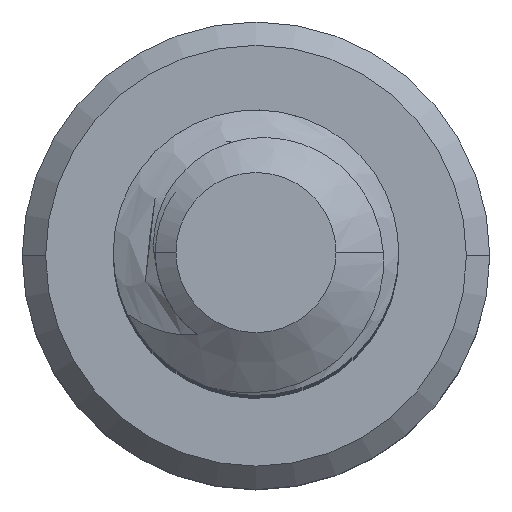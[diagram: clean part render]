
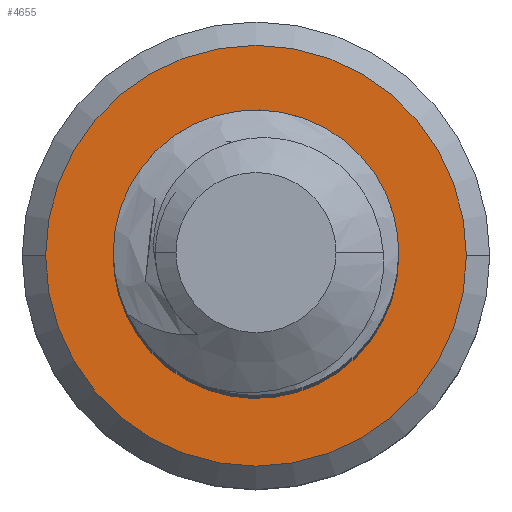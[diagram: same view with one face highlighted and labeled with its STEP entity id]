
A CAD part, top view. The second image highlights one B-rep face of the part: STEP entity #4655.
In plain terms, the highlighted planar face has unit normal (0, 0, 1).
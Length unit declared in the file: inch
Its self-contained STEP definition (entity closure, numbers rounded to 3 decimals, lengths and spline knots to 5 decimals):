
#13 = CARTESIAN_POINT ( 'NONE',  ( -0.06309, 0.01154, -0.875 ) ) ;
#20 = CARTESIAN_POINT ( 'NONE',  ( -0.06307, 0.00562, -0.875 ) ) ;
#45 = CARTESIAN_POINT ( 'NONE',  ( -0.06135, -0.00599, -0.875 ) ) ;
#60 = CARTESIAN_POINT ( 'NONE',  ( -0.05968, -0.0116, -0.875 ) ) ;
#102 = AXIS2_PLACEMENT_3D ( 'NONE', #3050, #2705, #6747 ) ;
#113 = CARTESIAN_POINT ( 'NONE',  ( -0.05226, -0.02769, -0.875 ) ) ;
#151 = CARTESIAN_POINT ( 'NONE',  ( -0.04432, -0.03688, -0.875 ) ) ;
#181 = VERTEX_POINT ( 'NONE', #6557 ) ;
#193 = CARTESIAN_POINT ( 'NONE',  ( 0.05592, 0.01675, -0.875 ) ) ;
#202 = CARTESIAN_POINT ( 'NONE',  ( 0.05477, 0.0225, -0.875 ) ) ;
#220 = CARTESIAN_POINT ( 'NONE',  ( 0.04868, 0.03892, -0.875 ) ) ;
#236 = CARTESIAN_POINT ( 'NONE',  ( -0.02368, -0.04845, -0.875 ) ) ;
#272 = VERTEX_POINT ( 'NONE', #5962 ) ;
#526 = CARTESIAN_POINT ( 'NONE',  ( 0., -0.0487, -0.875 ) ) ;
#531 = CARTESIAN_POINT ( 'NONE',  ( -0.01169, -0.05058, -0.875 ) ) ;
#1065 = CARTESIAN_POINT ( 'NONE',  ( 0.03412, -0.03475, -0.875 ) ) ;
#1188 = ORIENTED_EDGE ( 'NONE', *, *, #5340, .T. ) ;
#1522 = DIRECTION ( 'NONE',  ( -1., 0., 0. ) ) ;
#1531 = DIRECTION ( 'NONE',  ( 0., 0., 1. ) ) ;
#1573 = CARTESIAN_POINT ( 'NONE',  ( 0., 0., -0.875 ) ) ;
#1766 = CARTESIAN_POINT ( 'NONE',  ( -0.05507, 0.03952, -0.875 ) ) ;
#2344 = CARTESIAN_POINT ( 'NONE',  ( -0.1017, 0., -0.875 ) ) ;
#2659 = AXIS2_PLACEMENT_3D ( 'NONE', #5151, #6007, #5954 ) ;
#2705 = DIRECTION ( 'NONE',  ( 0., 0., -1. ) ) ;
#2777 = DIRECTION ( 'NONE',  ( 1., 0., 0. ) ) ;
#2785 = DIRECTION ( 'NONE',  ( 0., 0., -1. ) ) ;
#2787 = CARTESIAN_POINT ( 'NONE',  ( 0., 0., -0.875 ) ) ;
#2871 = PLANE ( 'NONE',  #102 ) ;
#2914 = EDGE_CURVE ( 'NONE', #7004, #6473, #7389, .T. ) ;
#2923 = CARTESIAN_POINT ( 'NONE',  ( -0.05982, 0.02885, -0.875 ) ) ;
#2963 = ORIENTED_EDGE ( 'NONE', *, *, #2914, .T. ) ;
#3050 = CARTESIAN_POINT ( 'NONE',  ( 0., 0., -0.875 ) ) ;
#3142 = DIRECTION ( 'NONE',  ( -1., 0., 0. ) ) ;
#3151 = DIRECTION ( 'NONE',  ( 0., 0., 1. ) ) ;
#3155 = CARTESIAN_POINT ( 'NONE',  ( 0., 0., -0.875 ) ) ;
#3393 = EDGE_CURVE ( 'NONE', #181, #5831, #6722, .T. ) ;
#3481 = EDGE_CURVE ( 'NONE', #6473, #5191, #4201, .T. ) ;
#3558 = CARTESIAN_POINT ( 'NONE',  ( 0., 0.069, -0.875 ) ) ;
#3955 = ORIENTED_EDGE ( 'NONE', *, *, #3481, .T. ) ;
#4201 = CIRCLE ( 'NONE', #4786, 0.0487 ) ;
#4243 = EDGE_CURVE ( 'NONE', #7004, #272, #6755, .T. ) ;
#4481 = CIRCLE ( 'NONE', #6356, 0.1017 ) ;
#4510 = FACE_OUTER_BOUND ( 'NONE', #5858, .T. ) ;
#4583 = FACE_BOUND ( 'NONE', #4754, .T. ) ;
#4655 = ADVANCED_FACE ( 'NONE', ( #4510, #4583 ), #2871, .F. ) ;
#4754 = EDGE_LOOP ( 'NONE', ( #4872, #2963, #3955, #6363 ) ) ;
#4786 = AXIS2_PLACEMENT_3D ( 'NONE', #2787, #2785, #2777 ) ;
#4872 = ORIENTED_EDGE ( 'NONE', *, *, #4243, .F. ) ;
#4931 = AXIS2_PLACEMENT_3D ( 'NONE', #3155, #3151, #3142 ) ;
#5151 = CARTESIAN_POINT ( 'NONE',  ( 0., 0., -0.875 ) ) ;
#5191 = VERTEX_POINT ( 'NONE', #5265 ) ;
#5265 = CARTESIAN_POINT ( 'NONE',  ( 0., -0.0487, -0.875 ) ) ;
#5340 = EDGE_CURVE ( 'NONE', #5831, #181, #4481, .T. ) ;
#5368 = CARTESIAN_POINT ( 'NONE',  ( -0.06148, 0.02312, -0.875 ) ) ;
#5377 = EDGE_CURVE ( 'NONE', #5191, #272, #5537, .T. ) ;
#5537 = B_SPLINE_CURVE_WITH_KNOTS ( 'NONE', 3,
 ( #526, #531, #236, #151, #113, #60, #45, #20, #13, #5368, #2923, #1766, #6806, #6469 ),
 .UNSPECIFIED., .F., .F.,
 ( 4, 2, 2, 2, 2, 2, 4 ),
 ( 0., 0.00089, 0.00178, 0.00222, 0.00267, 0.00311, 0.00356 ),
 .UNSPECIFIED. ) ;
#5619 = CARTESIAN_POINT ( 'NONE',  ( 0.03412, -0.03475, -0.875 ) ) ;
#5631 = CARTESIAN_POINT ( 'NONE',  ( 0.03902, -0.03141, -0.875 ) ) ;
#5633 = CARTESIAN_POINT ( 'NONE',  ( 0.04312, -0.02719, -0.875 ) ) ;
#5648 = CARTESIAN_POINT ( 'NONE',  ( 0.04983, -0.01748, -0.875 ) ) ;
#5657 = CARTESIAN_POINT ( 'NONE',  ( 0.05234, -0.0122, -0.875 ) ) ;
#5672 = CARTESIAN_POINT ( 'NONE',  ( 0.05565, -0.00084, -0.875 ) ) ;
#5685 = CARTESIAN_POINT ( 'NONE',  ( 0.05636, 0.00496, -0.875 ) ) ;
#5740 = CARTESIAN_POINT ( 'NONE',  ( 0.04135, 0.04877, -0.875 ) ) ;
#5747 = CARTESIAN_POINT ( 'NONE',  ( 0.02753, 0.05951, -0.875 ) ) ;
#5761 = CARTESIAN_POINT ( 'NONE',  ( 0.02239, 0.06248, -0.875 ) ) ;
#5781 = CARTESIAN_POINT ( 'NONE',  ( 0.01153, 0.06689, -0.875 ) ) ;
#5828 = CARTESIAN_POINT ( 'NONE',  ( 0., 0.069, -0.875 ) ) ;
#5831 = VERTEX_POINT ( 'NONE', #2344 ) ;
#5858 = EDGE_LOOP ( 'NONE', ( #1188, #6400 ) ) ;
#5871 = CARTESIAN_POINT ( 'NONE',  ( 0.00588, 0.06833, -0.875 ) ) ;
#5954 = DIRECTION ( 'NONE',  ( 1., 0., 0. ) ) ;
#5962 = CARTESIAN_POINT ( 'NONE',  ( -0.04834, 0.04923, -0.875 ) ) ;
#6007 = DIRECTION ( 'NONE',  ( 0., 0., 1. ) ) ;
#6356 = AXIS2_PLACEMENT_3D ( 'NONE', #1573, #1531, #1522 ) ;
#6363 = ORIENTED_EDGE ( 'NONE', *, *, #5377, .T. ) ;
#6400 = ORIENTED_EDGE ( 'NONE', *, *, #3393, .T. ) ;
#6469 = CARTESIAN_POINT ( 'NONE',  ( -0.04834, 0.04923, -0.875 ) ) ;
#6473 = VERTEX_POINT ( 'NONE', #1065 ) ;
#6557 = CARTESIAN_POINT ( 'NONE',  ( 0.1017, 0., -0.875 ) ) ;
#6722 = CIRCLE ( 'NONE', #4931, 0.1017 ) ;
#6747 = DIRECTION ( 'NONE',  ( -1., 0., 0. ) ) ;
#6755 = CIRCLE ( 'NONE', #2659, 0.069 ) ;
#6806 = CARTESIAN_POINT ( 'NONE',  ( -0.052, 0.0446, -0.875 ) ) ;
#7004 = VERTEX_POINT ( 'NONE', #3558 ) ;
#7389 = B_SPLINE_CURVE_WITH_KNOTS ( 'NONE', 3,
 ( #5828, #5871, #5781, #5761, #5747, #5740, #220, #202, #193, #5685, #5672, #5657, #5648, #5633, #5631, #5619 ),
 .UNSPECIFIED., .F., .F.,
 ( 4, 2, 2, 2, 2, 2, 2, 4 ),
 ( 0., 0.00044, 0.00089, 0.00178, 0.00222, 0.00267, 0.00311, 0.00355 ),
 .UNSPECIFIED. ) ;
